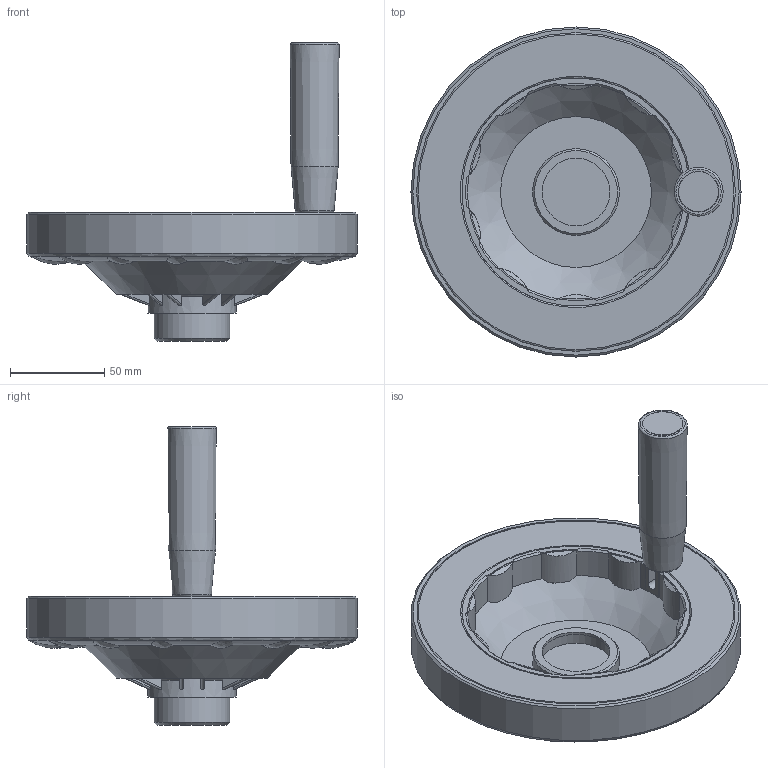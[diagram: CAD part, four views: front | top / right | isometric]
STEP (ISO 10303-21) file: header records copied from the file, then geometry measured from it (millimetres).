
FILE_DESCRIPTION( ( 'Unknown' ), '1' );
FILE_NAME( '6367020_PDA175_MRP.stp', 'Unknown', ( 'Unknown' ), ( 'Unknown' ), 'PSStep 11.0', 'Unknown', ' ' );
FILE_SCHEMA( ( 'AUTOMOTIVE_DESIGN { 1 0 10303 214 1 1 1 1 }' ) );
Length unit declared in the file: millimetre
Products named in the file (1): 1831160
Bounding box: 175 x 175 x 158.33 mm (x, y, z)
Volume: 344802.4 mm3; surface area: 143689 mm2
Topology: 1 solids, 3 shells, 847 faces, 2513 edges, 1657 vertices
Faces by surface type: plane 467, cylinder 268, cone 72, torus 23, bspline 15, sphere 2
Full cylindrical faces by diameter (mm): 3 x2, 3.5 x1, 6 x2, 6.95 x1, 7 x2, 7.03 x1, 10 x1, 10.8 x1, 11 x1, 11.5 x1, 11.52 x1, 11.74 x1, 12.6 x1, 12.7 x1, 14.5 x1, 17.28 x1, 21.6 x2, 36 x1, 37 x1, 40 x1, 46 x1, 46.8 x1, 169 x1, 175 x1
Entity records: 38906 total; most frequent: CARTESIAN_POINT 10108, ORIENTED_EDGE 4854, DIRECTION 4392, EDGE_CURVE 2427, AXIS2_PLACEMENT_3D 1662, VERTEX_POINT 1627, LINE 1068, VECTOR 1068
